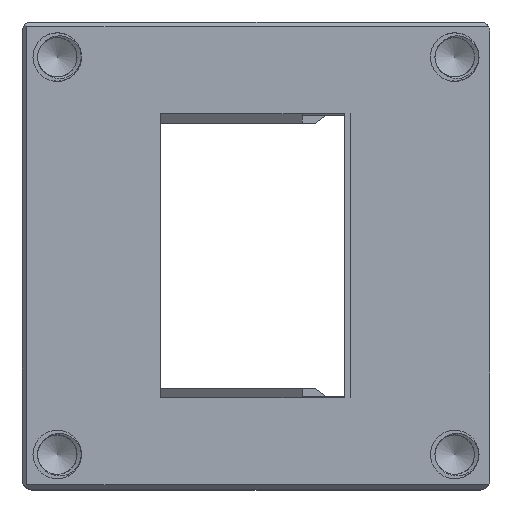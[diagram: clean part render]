
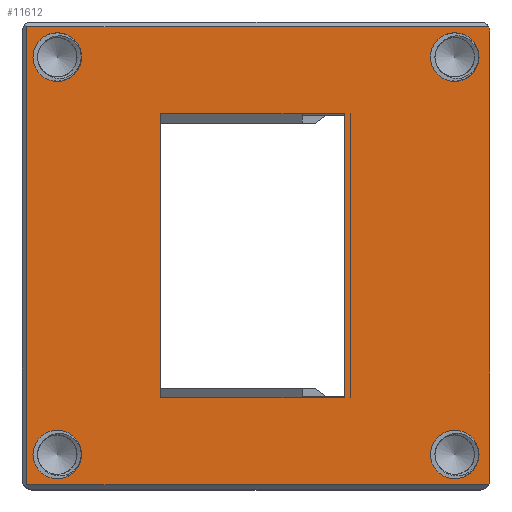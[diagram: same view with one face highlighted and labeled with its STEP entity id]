
A CAD part, top view. The second image highlights one B-rep face of the part: STEP entity #11612.
In plain terms, the highlighted planar face has unit normal (0, 0, 1).
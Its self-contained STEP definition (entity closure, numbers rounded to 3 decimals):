
#106=FACE_BOUND('',#1316,.T.);
#107=FACE_BOUND('',#1317,.T.);
#108=FACE_BOUND('',#1318,.T.);
#109=FACE_BOUND('',#1319,.T.);
#110=FACE_BOUND('',#1320,.T.);
#225=PLANE('',#12352);
#644=FACE_OUTER_BOUND('',#1315,.T.);
#1315=EDGE_LOOP('',(#9304,#9305,#9306,#9307,#9308,#9309));
#1316=EDGE_LOOP('',(#9310,#9311,#9312,#9313));
#1317=EDGE_LOOP('',(#9314));
#1318=EDGE_LOOP('',(#9315));
#1319=EDGE_LOOP('',(#9316));
#1320=EDGE_LOOP('',(#9317));
#2573=CIRCLE('',#12350,1.);
#2574=CIRCLE('',#12353,1.);
#2575=CIRCLE('',#12354,2.6);
#2576=CIRCLE('',#12355,2.6);
#2577=CIRCLE('',#12356,2.6);
#2578=CIRCLE('',#12357,2.6);
#3107=LINE('',#31783,#3877);
#3111=LINE('',#31795,#3881);
#3113=LINE('',#31799,#3883);
#3114=LINE('',#31801,#3884);
#3115=LINE('',#31803,#3885);
#3116=LINE('',#31807,#3886);
#3117=LINE('',#31808,#3887);
#3118=LINE('',#31809,#3888);
#3877=VECTOR('',#14083,10.);
#3881=VECTOR('',#14095,10.);
#3883=VECTOR('',#14099,10.);
#3884=VECTOR('',#14100,10.);
#3885=VECTOR('',#14101,10.);
#3886=VECTOR('',#14104,10.);
#3887=VECTOR('',#14105,10.);
#3888=VECTOR('',#14106,10.);
#4885=VERTEX_POINT('',#31780);
#4886=VERTEX_POINT('',#31782);
#4888=VERTEX_POINT('',#31788);
#4889=VERTEX_POINT('',#31790);
#4890=VERTEX_POINT('',#31794);
#4891=VERTEX_POINT('',#31798);
#4892=VERTEX_POINT('',#31800);
#4893=VERTEX_POINT('',#31802);
#4894=VERTEX_POINT('',#31805);
#4895=VERTEX_POINT('',#31806);
#4896=VERTEX_POINT('',#31810);
#4897=VERTEX_POINT('',#31812);
#4898=VERTEX_POINT('',#31814);
#4899=VERTEX_POINT('',#31816);
#6441=EDGE_CURVE('',#4886,#4885,#3107,.T.);
#6445=EDGE_CURVE('',#4888,#4889,#2573,.T.);
#6447=EDGE_CURVE('',#4890,#4889,#3111,.T.);
#6449=EDGE_CURVE('',#4891,#4888,#3113,.T.);
#6450=EDGE_CURVE('',#4892,#4891,#3114,.T.);
#6451=EDGE_CURVE('',#4893,#4892,#3115,.T.);
#6452=EDGE_CURVE('',#4890,#4893,#2574,.T.);
#6453=EDGE_CURVE('',#4894,#4895,#3116,.T.);
#6454=EDGE_CURVE('',#4886,#4895,#3117,.T.);
#6455=EDGE_CURVE('',#4885,#4894,#3118,.T.);
#6456=EDGE_CURVE('',#4896,#4896,#2575,.T.);
#6457=EDGE_CURVE('',#4897,#4897,#2576,.T.);
#6458=EDGE_CURVE('',#4898,#4898,#2577,.T.);
#6459=EDGE_CURVE('',#4899,#4899,#2578,.T.);
#9304=ORIENTED_EDGE('',*,*,#6445,.F.);
#9305=ORIENTED_EDGE('',*,*,#6449,.F.);
#9306=ORIENTED_EDGE('',*,*,#6450,.F.);
#9307=ORIENTED_EDGE('',*,*,#6451,.F.);
#9308=ORIENTED_EDGE('',*,*,#6452,.F.);
#9309=ORIENTED_EDGE('',*,*,#6447,.T.);
#9310=ORIENTED_EDGE('',*,*,#6453,.T.);
#9311=ORIENTED_EDGE('',*,*,#6454,.F.);
#9312=ORIENTED_EDGE('',*,*,#6441,.T.);
#9313=ORIENTED_EDGE('',*,*,#6455,.T.);
#9314=ORIENTED_EDGE('',*,*,#6456,.T.);
#9315=ORIENTED_EDGE('',*,*,#6457,.T.);
#9316=ORIENTED_EDGE('',*,*,#6458,.T.);
#9317=ORIENTED_EDGE('',*,*,#6459,.T.);
#11612=ADVANCED_FACE('',(#644,#106,#107,#108,#109,#110),#225,.T.);
#12350=AXIS2_PLACEMENT_3D('',#31791,#14090,#14091);
#12352=AXIS2_PLACEMENT_3D('',#31797,#14097,#14098);
#12353=AXIS2_PLACEMENT_3D('',#31804,#14102,#14103);
#12354=AXIS2_PLACEMENT_3D('',#31811,#14107,#14108);
#12355=AXIS2_PLACEMENT_3D('',#31813,#14109,#14110);
#12356=AXIS2_PLACEMENT_3D('',#31815,#14111,#14112);
#12357=AXIS2_PLACEMENT_3D('',#31817,#14113,#14114);
#14083=DIRECTION('',(0.,1.,0.));
#14090=DIRECTION('center_axis',(0.,0.,-1.));
#14091=DIRECTION('ref_axis',(0.707,0.707,0.));
#14095=DIRECTION('',(0.,1.,0.));
#14097=DIRECTION('center_axis',(0.,0.,1.));
#14098=DIRECTION('ref_axis',(1.,0.,0.));
#14099=DIRECTION('',(1.,0.,0.));
#14100=DIRECTION('',(0.,1.,0.));
#14101=DIRECTION('',(-1.,0.,0.));
#14102=DIRECTION('center_axis',(0.,0.,-1.));
#14103=DIRECTION('ref_axis',(0.707,-0.707,0.));
#14104=DIRECTION('',(0.,-1.,0.));
#14105=DIRECTION('',(1.,0.,0.));
#14106=DIRECTION('',(1.,0.,0.));
#14107=DIRECTION('center_axis',(0.,0.,-1.));
#14108=DIRECTION('ref_axis',(1.,0.,0.));
#14109=DIRECTION('center_axis',(0.,0.,-1.));
#14110=DIRECTION('ref_axis',(1.,0.,0.));
#14111=DIRECTION('center_axis',(0.,0.,-1.));
#14112=DIRECTION('ref_axis',(1.,0.,0.));
#14113=DIRECTION('center_axis',(0.,0.,-1.));
#14114=DIRECTION('ref_axis',(1.,0.,0.));
#31780=CARTESIAN_POINT('',(-10.218,15.2,11.157));
#31782=CARTESIAN_POINT('',(-10.218,-15.2,11.157));
#31783=CARTESIAN_POINT('',(-10.218,-8.5,11.157));
#31788=CARTESIAN_POINT('',(24.866,24.5,11.157));
#31790=CARTESIAN_POINT('',(25.,24.,11.157));
#31791=CARTESIAN_POINT('Origin',(24.,24.,11.157));
#31794=CARTESIAN_POINT('',(25.,-24.,11.157));
#31795=CARTESIAN_POINT('',(25.,12.5,11.157));
#31797=CARTESIAN_POINT('Origin',(-11.157,0.,11.157));
#31798=CARTESIAN_POINT('',(-24.5,24.5,11.157));
#31799=CARTESIAN_POINT('',(-18.078,24.5,11.157));
#31800=CARTESIAN_POINT('',(-24.5,-24.5,11.157));
#31801=CARTESIAN_POINT('',(-24.5,-12.5,11.157));
#31802=CARTESIAN_POINT('',(24.866,-24.5,11.157));
#31803=CARTESIAN_POINT('',(6.922,-24.5,11.157));
#31804=CARTESIAN_POINT('Origin',(24.,-24.,11.157));
#31805=CARTESIAN_POINT('',(9.44,15.2,11.157));
#31806=CARTESIAN_POINT('',(9.44,-15.2,11.157));
#31807=CARTESIAN_POINT('',(9.44,7.6,11.157));
#31808=CARTESIAN_POINT('',(-0.858,-15.2,11.157));
#31809=CARTESIAN_POINT('',(-10.687,15.2,11.157));
#31810=CARTESIAN_POINT('',(18.65,21.25,11.157));
#31811=CARTESIAN_POINT('Origin',(21.25,21.25,11.157));
#31812=CARTESIAN_POINT('',(-23.85,21.25,11.157));
#31813=CARTESIAN_POINT('Origin',(-21.25,21.25,11.157));
#31814=CARTESIAN_POINT('',(-23.85,-21.25,11.157));
#31815=CARTESIAN_POINT('Origin',(-21.25,-21.25,11.157));
#31816=CARTESIAN_POINT('',(18.65,-21.25,11.157));
#31817=CARTESIAN_POINT('Origin',(21.25,-21.25,11.157));
